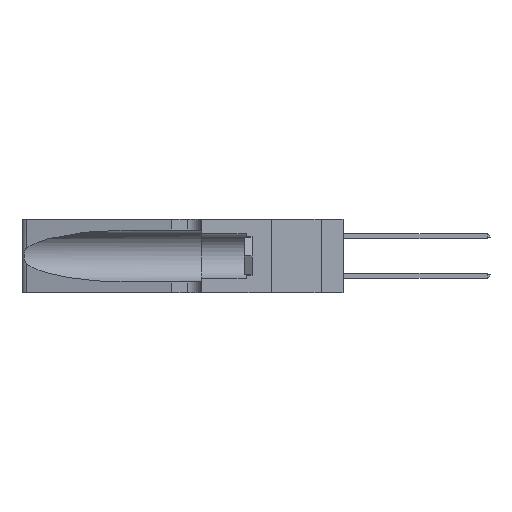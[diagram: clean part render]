
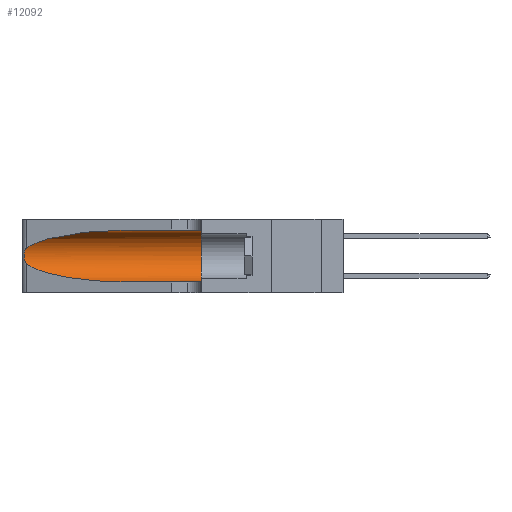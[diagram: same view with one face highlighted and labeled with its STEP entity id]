
A CAD part, left-side view. The second image highlights one B-rep face of the part: STEP entity #12092.
In plain terms, the highlighted cylindrical face has radius 3.308 mm (diameter 6.617 mm), a partial arc.
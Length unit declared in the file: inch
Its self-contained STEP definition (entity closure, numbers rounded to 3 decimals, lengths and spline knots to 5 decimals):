
#1014 = CARTESIAN_POINT ( 'NONE',  ( 0.25789, 1.23486, 0.15765 ) ) ;
#1968 = CARTESIAN_POINT ( 'NONE',  ( 0.1305, 0.72297, 0.31525 ) ) ;
#2858 = VERTEX_POINT ( 'NONE', #21700 ) ;
#3503 = EDGE_CURVE ( 'NONE', #40351, #8099, #19295, .T. ) ;
#4055 = DIRECTION ( 'NONE',  ( 0., -1., 0. ) ) ;
#4090 = CARTESIAN_POINT ( 'NONE',  ( 0.25487, 1.22718, 0.22369 ) ) ;
#4233 = CARTESIAN_POINT ( 'NONE',  ( 0.25555, 1.22993, 0.14849 ) ) ;
#4940 = DIRECTION ( 'NONE',  ( 0., -1., 0. ) ) ;
#5584 = CARTESIAN_POINT ( 'NONE',  ( 0.1305, 1.61858, 0.31525 ) ) ;
#5657 = CARTESIAN_POINT ( 'NONE',  ( 0.25487, 1.22718, 0.14631 ) ) ;
#5974 = CARTESIAN_POINT ( 'NONE',  ( 0.2373, 1.15595, 0.08982 ) ) ;
#6989 = CARTESIAN_POINT ( 'NONE',  ( 0.1305, 0.72297, 0.31525 ) ) ;
#7968 = ORIENTED_EDGE ( 'NONE', *, *, #3503, .T. ) ;
#8099 = VERTEX_POINT ( 'NONE', #15304 ) ;
#8345 = CARTESIAN_POINT ( 'NONE',  ( 0.2373, 1.15595, 0.28018 ) ) ;
#8417 = AXIS2_PLACEMENT_3D ( 'NONE', #14439, #36222, #17612 ) ;
#8996 = B_SPLINE_CURVE_WITH_KNOTS ( 'NONE', 3,
 ( #4090, #22925, #29202, #10424, #32328, #13598, #35411, #16763, #38473, #19907, #1014, #23068, #4233, #26221 ),
 .UNSPECIFIED., .F., .F.,
 ( 4, 2, 2, 2, 2, 2, 4 ),
 ( 0., 0.00027, 0.00053, 0.00107, 0.0016, 0.00187, 0.00214 ),
 .UNSPECIFIED. ) ;
#9174 = CARTESIAN_POINT ( 'NONE',  ( 0.1305, 0.72297, 0.05475 ) ) ;
#9500 = VERTEX_POINT ( 'NONE', #6989 ) ;
#9814 = VECTOR ( 'NONE', #30681, 39.37008 ) ;
#10424 = CARTESIAN_POINT ( 'NONE',  ( 0.25787, 1.23484, 0.2124 ) ) ;
#10795 = VECTOR ( 'NONE', #4940, 39.37008 ) ;
#12092 = ADVANCED_FACE ( 'NONE', ( #33038 ), #16447, .F. ) ;
#13564 = DIRECTION ( 'NONE',  ( 0., 0., -1. ) ) ;
#13598 = CARTESIAN_POINT ( 'NONE',  ( 0.26018, 1.23835, 0.19895 ) ) ;
#14431 = CIRCLE ( 'NONE', #8417, 0.13025 ) ;
#14439 = CARTESIAN_POINT ( 'NONE',  ( 0.1305, 0.35, 0.185 ) ) ;
#15304 = CARTESIAN_POINT ( 'NONE',  ( 0.1305, 0.72297, 0.05475 ) ) ;
#15433 = EDGE_CURVE ( 'NONE', #9500, #36701, #27506, .T. ) ;
#16447 = CYLINDRICAL_SURFACE ( 'NONE', #17355, 0.13025 ) ;
#16763 = CARTESIAN_POINT ( 'NONE',  ( 0.26075, 1.23896, 0.178 ) ) ;
#17355 = AXIS2_PLACEMENT_3D ( 'NONE', #32294, #4055, #13564 ) ;
#17612 = DIRECTION ( 'NONE',  ( 0., 0., 1. ) ) ;
#19295 =( BOUNDED_CURVE ( )  B_SPLINE_CURVE ( 3, ( #37101, #5974, #27956, #9174 ),
 .UNSPECIFIED., .F., .F. ) 
 B_SPLINE_CURVE_WITH_KNOTS ( ( 4, 4 ),
 ( 3.44316, 4.71239 ),
 .UNSPECIFIED. ) 
 CURVE ( )  GEOMETRIC_REPRESENTATION_ITEM ( )  RATIONAL_B_SPLINE_CURVE ( ( 1., 0.87, 0.87, 1. ) ) 
 REPRESENTATION_ITEM ( '' )  );
#19441 = ORIENTED_EDGE ( 'NONE', *, *, #26471, .F. ) ;
#19907 = CARTESIAN_POINT ( 'NONE',  ( 0.25856, 1.23593, 0.16098 ) ) ;
#20376 = ORIENTED_EDGE ( 'NONE', *, *, #33447, .T. ) ;
#21700 = CARTESIAN_POINT ( 'NONE',  ( 0.1305, 0.35, 0.05475 ) ) ;
#22250 = ORIENTED_EDGE ( 'NONE', *, *, #36784, .T. ) ;
#22925 = CARTESIAN_POINT ( 'NONE',  ( 0.25555, 1.22994, 0.2215 ) ) ;
#23068 = CARTESIAN_POINT ( 'NONE',  ( 0.25639, 1.23186, 0.15144 ) ) ;
#25364 = ORIENTED_EDGE ( 'NONE', *, *, #15433, .F. ) ;
#25516 = LINE ( 'NONE', #36238, #10795 ) ;
#26221 = CARTESIAN_POINT ( 'NONE',  ( 0.25487, 1.22718, 0.14631 ) ) ;
#26471 = EDGE_CURVE ( 'NONE', #36701, #2858, #14431, .T. ) ;
#27506 = LINE ( 'NONE', #5584, #9814 ) ;
#27854 =( BOUNDED_CURVE ( )  B_SPLINE_CURVE ( 3, ( #1968, #30123, #8345, #30259 ),
 .UNSPECIFIED., .F., .F. ) 
 B_SPLINE_CURVE_WITH_KNOTS ( ( 4, 4 ),
 ( 1.5708, 2.84003 ),
 .UNSPECIFIED. ) 
 CURVE ( )  GEOMETRIC_REPRESENTATION_ITEM ( )  RATIONAL_B_SPLINE_CURVE ( ( 1., 0.87, 0.87, 1. ) ) 
 REPRESENTATION_ITEM ( '' )  );
#27956 = CARTESIAN_POINT ( 'NONE',  ( 0.18966, 0.96281, 0.05475 ) ) ;
#28430 = VERTEX_POINT ( 'NONE', #34642 ) ;
#29202 = CARTESIAN_POINT ( 'NONE',  ( 0.25639, 1.23184, 0.21858 ) ) ;
#30123 = CARTESIAN_POINT ( 'NONE',  ( 0.18966, 0.96281, 0.31525 ) ) ;
#30259 = CARTESIAN_POINT ( 'NONE',  ( 0.25487, 1.22718, 0.22369 ) ) ;
#30681 = DIRECTION ( 'NONE',  ( 0., -1., 0. ) ) ;
#31795 = CARTESIAN_POINT ( 'NONE',  ( 0.1305, 0.35, 0.31525 ) ) ;
#32294 = CARTESIAN_POINT ( 'NONE',  ( 0.1305, 1.61858, 0.185 ) ) ;
#32328 = CARTESIAN_POINT ( 'NONE',  ( 0.25854, 1.2359, 0.20912 ) ) ;
#32480 = ORIENTED_EDGE ( 'NONE', *, *, #39667, .T. ) ;
#33038 = FACE_OUTER_BOUND ( 'NONE', #38110, .T. ) ;
#33447 = EDGE_CURVE ( 'NONE', #8099, #2858, #25516, .T. ) ;
#34642 = CARTESIAN_POINT ( 'NONE',  ( 0.25487, 1.22718, 0.22369 ) ) ;
#35411 = CARTESIAN_POINT ( 'NONE',  ( 0.26075, 1.23896, 0.19203 ) ) ;
#36222 = DIRECTION ( 'NONE',  ( 0., 1., 0. ) ) ;
#36238 = CARTESIAN_POINT ( 'NONE',  ( 0.1305, 1.61858, 0.05475 ) ) ;
#36701 = VERTEX_POINT ( 'NONE', #31795 ) ;
#36784 = EDGE_CURVE ( 'NONE', #28430, #40351, #8996, .T. ) ;
#37101 = CARTESIAN_POINT ( 'NONE',  ( 0.25487, 1.22718, 0.14631 ) ) ;
#38110 = EDGE_LOOP ( 'NONE', ( #32480, #22250, #7968, #20376, #19441, #25364 ) ) ;
#38473 = CARTESIAN_POINT ( 'NONE',  ( 0.26017, 1.23833, 0.17102 ) ) ;
#39667 = EDGE_CURVE ( 'NONE', #9500, #28430, #27854, .T. ) ;
#40351 = VERTEX_POINT ( 'NONE', #5657 ) ;
